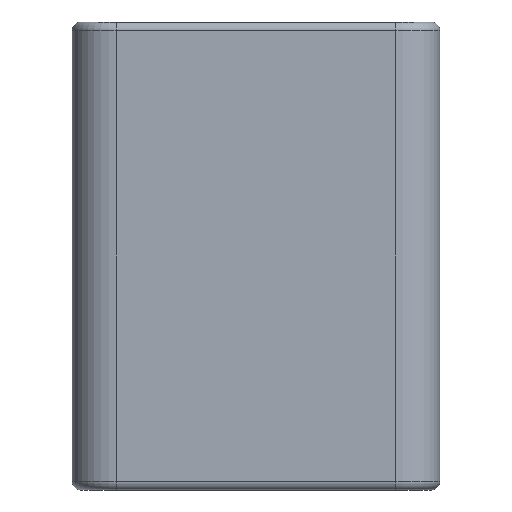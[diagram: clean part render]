
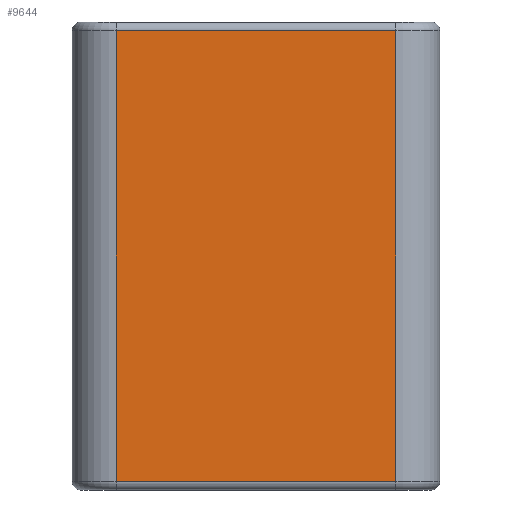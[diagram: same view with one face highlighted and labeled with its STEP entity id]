
A CAD part, front view. The second image highlights one B-rep face of the part: STEP entity #9644.
In plain terms, the highlighted planar face has unit normal (0, -1, 0).
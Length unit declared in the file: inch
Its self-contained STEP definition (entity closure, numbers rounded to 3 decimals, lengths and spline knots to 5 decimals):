
#24 = VECTOR ( 'NONE', #1360, 39.37008 ) ;
#165 = DIRECTION ( 'NONE',  ( 0., 0., -1. ) ) ;
#226 = CARTESIAN_POINT ( 'NONE',  ( -0.95, -2.0075, 1.53 ) ) ;
#901 = LINE ( 'NONE', #8382, #12690 ) ;
#948 = CARTESIAN_POINT ( 'NONE',  ( 0.95, -2.0075, -1.53 ) ) ;
#1226 = EDGE_CURVE ( 'NONE', #10073, #12353, #9532, .T. ) ;
#1360 = DIRECTION ( 'NONE',  ( -1., 0., 0. ) ) ;
#2578 = AXIS2_PLACEMENT_3D ( 'NONE', #9516, #11841, #4982 ) ;
#3946 = LINE ( 'NONE', #13646, #10016 ) ;
#4926 = CARTESIAN_POINT ( 'NONE',  ( -0.95, -2.0075, -1.53 ) ) ;
#4982 = DIRECTION ( 'NONE',  ( 0., 0., 1. ) ) ;
#6137 = DIRECTION ( 'NONE',  ( 0., 0., 1. ) ) ;
#6516 = CARTESIAN_POINT ( 'NONE',  ( -0.95, -2.0075, 1.53 ) ) ;
#6798 = DIRECTION ( 'NONE',  ( 1., 0., 0. ) ) ;
#6971 = FACE_OUTER_BOUND ( 'NONE', #13196, .T. ) ;
#6988 = CARTESIAN_POINT ( 'NONE',  ( -0.95, -2.0075, 1.59 ) ) ;
#7393 = ORIENTED_EDGE ( 'NONE', *, *, #9663, .T. ) ;
#7817 = EDGE_CURVE ( 'NONE', #12353, #12573, #3946, .T. ) ;
#8126 = VERTEX_POINT ( 'NONE', #11645 ) ;
#8382 = CARTESIAN_POINT ( 'NONE',  ( 0.95, -2.0075, 1.59 ) ) ;
#8749 = LINE ( 'NONE', #226, #24 ) ;
#8836 = VECTOR ( 'NONE', #165, 39.37008 ) ;
#9475 = EDGE_CURVE ( 'NONE', #8126, #10073, #8749, .T. ) ;
#9516 = CARTESIAN_POINT ( 'NONE',  ( -1.25, -2.0075, 1.59 ) ) ;
#9532 = LINE ( 'NONE', #6988, #8836 ) ;
#9644 = ADVANCED_FACE ( 'NONE', ( #6971 ), #13985, .F. ) ;
#9663 = EDGE_CURVE ( 'NONE', #12573, #8126, #901, .T. ) ;
#10016 = VECTOR ( 'NONE', #6798, 39.37008 ) ;
#10073 = VERTEX_POINT ( 'NONE', #6516 ) ;
#11645 = CARTESIAN_POINT ( 'NONE',  ( 0.95, -2.0075, 1.53 ) ) ;
#11841 = DIRECTION ( 'NONE',  ( 0., 1., 0. ) ) ;
#12191 = ORIENTED_EDGE ( 'NONE', *, *, #9475, .T. ) ;
#12353 = VERTEX_POINT ( 'NONE', #4926 ) ;
#12573 = VERTEX_POINT ( 'NONE', #948 ) ;
#12690 = VECTOR ( 'NONE', #6137, 39.37008 ) ;
#12734 = ORIENTED_EDGE ( 'NONE', *, *, #7817, .T. ) ;
#13082 = ORIENTED_EDGE ( 'NONE', *, *, #1226, .T. ) ;
#13196 = EDGE_LOOP ( 'NONE', ( #13082, #12734, #7393, #12191 ) ) ;
#13646 = CARTESIAN_POINT ( 'NONE',  ( -1.25, -2.0075, -1.53 ) ) ;
#13985 = PLANE ( 'NONE',  #2578 ) ;
